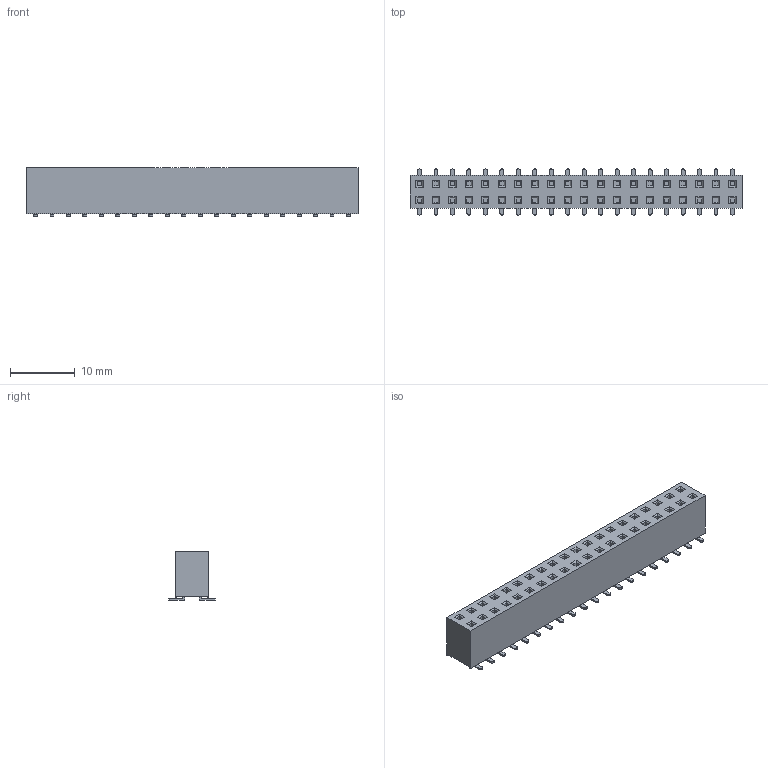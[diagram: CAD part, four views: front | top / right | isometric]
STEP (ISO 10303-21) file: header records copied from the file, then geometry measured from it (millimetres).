
FILE_DESCRIPTION (( 'STEP AP214' ), '1' );
FILE_NAME ('Pin40SMD.STEP', '2022-04-19T14:22:38', ( '' ), ( '' ), 'SwSTEP 2.0', 'SolidWorks 2017', '' );
FILE_SCHEMA (( 'AUTOMOTIVE_DESIGN' ));
Length unit declared in the file: millimetre
Products named in the file (4): Pin40SMD; SOLID; U1; HDR-SMD_40P-P2.54-V-F-R2-C20-S7.1-EH
Assembly tree (3 placements, depth 4):
  Pin40SMD
    U1
      HDR-SMD_40P-P2.54-V-F-R2-C20-S7.1-EH
        SOLID
Bounding box: 51.2 x 7.1 x 7.5 mm (x, y, z)
Volume: 1753.5 mm3; surface area: 1844.3 mm2
Topology: 1 solids, 1 shells, 870 faces, 2183 edges, 1402 vertices
Faces by surface type: plane 694, cylinder 160, bspline 16
Entity records: 36179 total; most frequent: CARTESIAN_POINT 5519, ORIENTED_EDGE 4366, DIRECTION 4195, EDGE_CURVE 2183, VECTOR 1831, LINE 1831, VERTEX_POINT 1402, AXIS2_PLACEMENT_3D 1182
